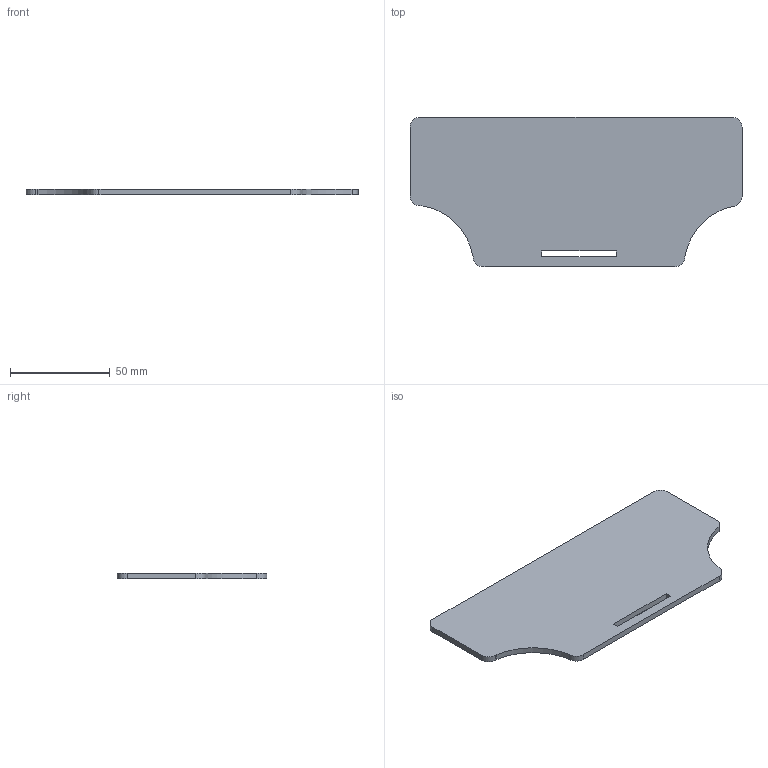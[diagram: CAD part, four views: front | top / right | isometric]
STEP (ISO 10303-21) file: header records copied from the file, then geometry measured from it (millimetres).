
FILE_DESCRIPTION(/* description */ (''),/* implementation_level */ '2;1');
FILE_NAME(/* name */ 'base_middle.step',/* time_stamp */ '2019-12-27T13:32:35+01:00',/* author */ (''),/* organization */ (''),/* preprocessor_version */ 'ST-DEVELOPER v18',/* originating_system */ 'Autodesk Translation Framework v8.12.0.6',/* authorisation */ '');
FILE_SCHEMA (('AUTOMOTIVE_DESIGN { 1 0 10303 214 3 1 1 }'));
Length unit declared in the file: millimetre
Products named in the file (1): base_middle
Bounding box: 166.46 x 75 x 3 mm (x, y, z)
Volume: 32603.8 mm3; surface area: 23314.6 mm2
Topology: 1 solids, 1 shells, 19 faces, 53 edges, 36 vertices
Faces by surface type: plane 11, cylinder 8
Entity records: 656 total; most frequent: DIRECTION 109, CARTESIAN_POINT 109, ORIENTED_EDGE 106, EDGE_CURVE 53, LINE 37, VECTOR 37, VERTEX_POINT 36, AXIS2_PLACEMENT_3D 36
